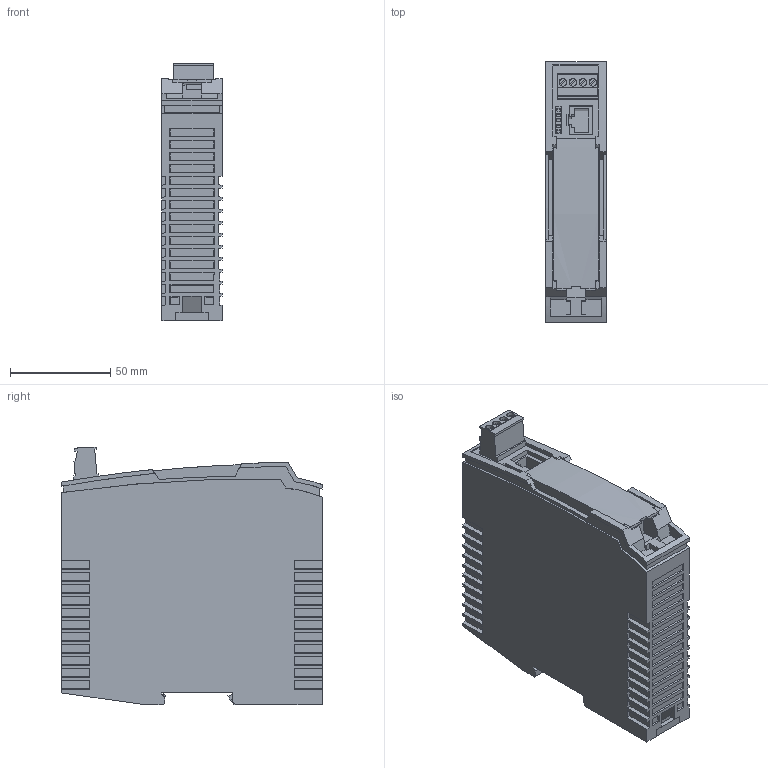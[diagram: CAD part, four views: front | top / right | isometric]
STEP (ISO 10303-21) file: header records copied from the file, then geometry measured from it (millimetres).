
FILE_DESCRIPTION(('Creo Elements/Direct Modeling STEP Export'),'2;1');
FILE_NAME('model.stp','2019-02-14T 9:54:13',(''),(''),'Creo Elements/Direct Modeling STEP processor for AP214 (Solid Model)','Creo Elements/Direct Modeling 20.1A 29-Sep-2018 (C) Parametric Technology GmbH','');
FILE_SCHEMA(('AUTOMOTIVE_DESIGN { 1 0 10303 214 1 1 1 1 }'));
Length unit declared in the file: millimetre
Products named in the file (3): INJ_21...1_T-select; INJ_PP_TOP_22.5_GY7035-select
Assembly tree (2 placements, depth 2):
  INJ_21...1_T-select
    INJ_PP_TOP_22.5_GY7035-select
    INJ_21...1_T-select
Bounding box: 30.2 x 130.01 x 128.7 mm (x, y, z)
Volume: 416759.3 mm3; surface area: 60555.7 mm2
Topology: 2 solids, 2 shells, 820 faces, 2226 edges, 1481 vertices
Faces by surface type: plane 758, cylinder 60, extrusion 2
Entity records: 32120 total; most frequent: CARTESIAN_POINT 5042, ORIENTED_EDGE 4452, DIRECTION 3827, EDGE_CURVE 2226, VECTOR 1943, LINE 1941, VERTEX_POINT 1481, AXIS2_PLACEMENT_3D 942
